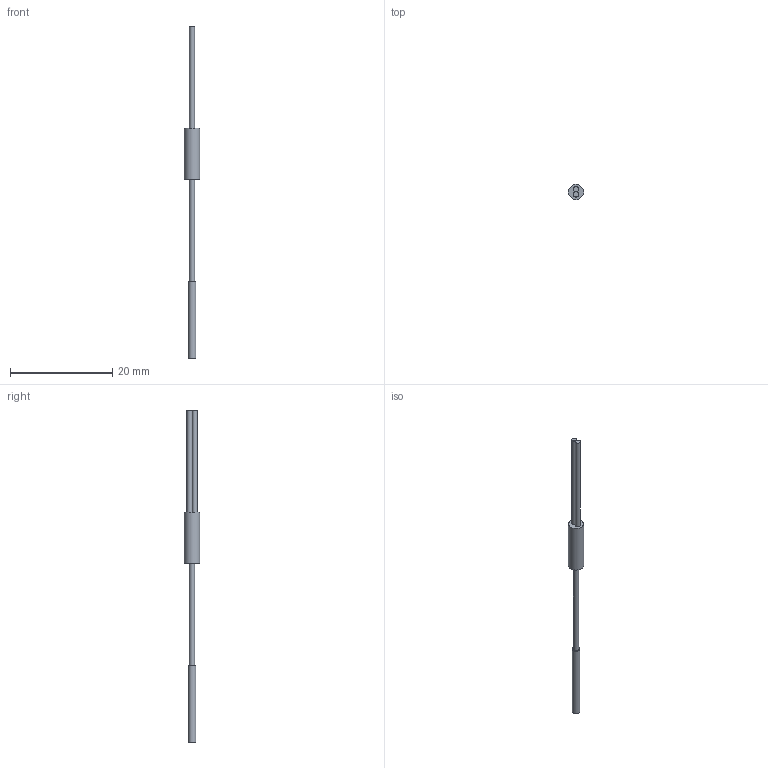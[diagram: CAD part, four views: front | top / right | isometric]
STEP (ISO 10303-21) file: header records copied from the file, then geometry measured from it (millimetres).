
FILE_DESCRIPTION(/* description */ (''),/* implementation_level */ '2;1');
FILE_NAME(/* name */ 'EX-D11Q.stp',/* time_stamp */ '2023-04-10T09:42:01+08:00',/* author */ (''),/* organization */ (''),/* preprocessor_version */ 'ST-DEVELOPER v16.7',/* originating_system */ 'SIEMENS PLM Software NX 12.0',/* authorisation */ '');
FILE_SCHEMA (('AUTOMOTIVE_DESIGN { 1 0 10303 214 3 1 1 1 }'));
Length unit declared in the file: millimetre
Products named in the file (1): EX-D11Q
Bounding box: 3 x 3 x 65 mm (x, y, z)
Volume: 144.3 mm3; surface area: 364 mm2
Topology: 1 solids, 1 shells, 14 faces, 21 edges, 14 vertices
Faces by surface type: cylinder 7, plane 7
Full cylindrical faces by diameter (mm): 0.5 x2, 1 x1, 1.5 x1, 3 x1
Entity records: 318 total; most frequent: DIRECTION 60, CARTESIAN_POINT 45, ORIENTED_EDGE 32, AXIS2_PLACEMENT_3D 29, EDGE_LOOP 24, FACE_BOUND 19, EDGE_CURVE 16, ADVANCED_FACE 14
